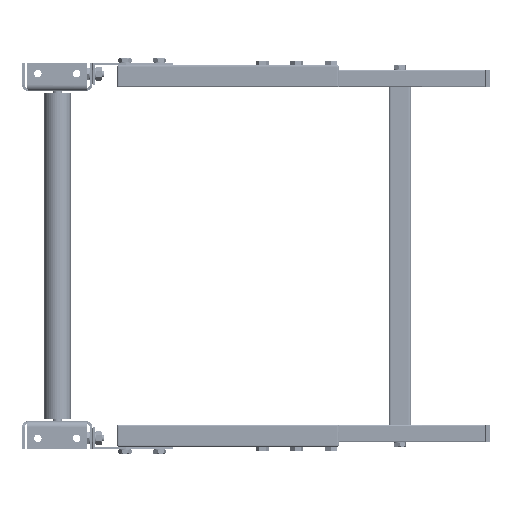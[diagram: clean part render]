
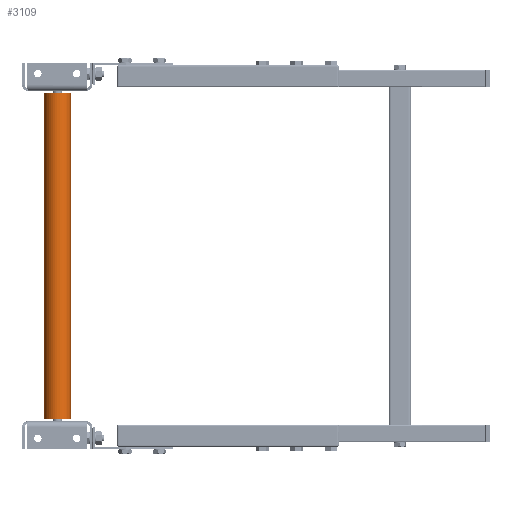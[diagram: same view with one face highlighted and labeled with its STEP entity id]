
A CAD part, left-side view. The second image highlights one B-rep face of the part: STEP entity #3109.
In plain terms, the highlighted cylindrical face has radius 24.13 mm (diameter 48.26 mm), a partial arc.
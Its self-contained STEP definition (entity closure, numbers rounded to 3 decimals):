
#1018 = DIRECTION ( 'NONE',  ( 0., 0., 1. ) ) ;
#2565 = EDGE_CURVE ( 'NONE', #11706, #5803, #9811, .T. ) ;
#2623 = ORIENTED_EDGE ( 'NONE', *, *, #4054, .F. ) ;
#3009 = CARTESIAN_POINT ( 'NONE',  ( 0., 24.13, -294.084 ) ) ;
#3109 = ADVANCED_FACE ( 'NONE', ( #5902 ), #10585, .T. ) ;
#4054 = EDGE_CURVE ( 'NONE', #16353, #11657, #14509, .T. ) ;
#5549 = CARTESIAN_POINT ( 'NONE',  ( 0., 24.13, 315.912 ) ) ;
#5803 = VERTEX_POINT ( 'NONE', #14470 ) ;
#5902 = FACE_OUTER_BOUND ( 'NONE', #8314, .T. ) ;
#7524 = VECTOR ( 'NONE', #1018, 1000. ) ;
#8186 = DIRECTION ( 'NONE',  ( 0., -1., 0. ) ) ;
#8314 = EDGE_LOOP ( 'NONE', ( #12958, #12479, #8878, #2623 ) ) ;
#8401 = DIRECTION ( 'NONE',  ( 0., 0., 1. ) ) ;
#8769 = AXIS2_PLACEMENT_3D ( 'NONE', #14582, #14683, #8186 ) ;
#8878 = ORIENTED_EDGE ( 'NONE', *, *, #17604, .T. ) ;
#9058 = CARTESIAN_POINT ( 'NONE',  ( 0., -24.13, 294.084 ) ) ;
#9725 = VECTOR ( 'NONE', #13901, 1000. ) ;
#9811 = CIRCLE ( 'NONE', #18424, 24.13 ) ;
#9917 = CARTESIAN_POINT ( 'NONE',  ( 0., 0., -294.084 ) ) ;
#10585 = CYLINDRICAL_SURFACE ( 'NONE', #14303, 24.13 ) ;
#11657 = VERTEX_POINT ( 'NONE', #9058 ) ;
#11706 = VERTEX_POINT ( 'NONE', #3009 ) ;
#11994 = CARTESIAN_POINT ( 'NONE',  ( 0., 0., 315.912 ) ) ;
#12211 = LINE ( 'NONE', #14813, #9725 ) ;
#12479 = ORIENTED_EDGE ( 'NONE', *, *, #2565, .T. ) ;
#12958 = ORIENTED_EDGE ( 'NONE', *, *, #17531, .F. ) ;
#13901 = DIRECTION ( 'NONE',  ( 0., 0., 1. ) ) ;
#14303 = AXIS2_PLACEMENT_3D ( 'NONE', #11994, #18165, #16663 ) ;
#14470 = CARTESIAN_POINT ( 'NONE',  ( 0., -24.13, -294.084 ) ) ;
#14509 = CIRCLE ( 'NONE', #8769, 24.13 ) ;
#14514 = DIRECTION ( 'NONE',  ( 0., -1., 0. ) ) ;
#14582 = CARTESIAN_POINT ( 'NONE',  ( 0., 0., 294.084 ) ) ;
#14683 = DIRECTION ( 'NONE',  ( 0., 0., 1. ) ) ;
#14813 = CARTESIAN_POINT ( 'NONE',  ( 0., -24.13, 315.912 ) ) ;
#16353 = VERTEX_POINT ( 'NONE', #17780 ) ;
#16663 = DIRECTION ( 'NONE',  ( 0., -1., 0. ) ) ;
#17531 = EDGE_CURVE ( 'NONE', #11706, #16353, #19206, .T. ) ;
#17604 = EDGE_CURVE ( 'NONE', #5803, #11657, #12211, .T. ) ;
#17780 = CARTESIAN_POINT ( 'NONE',  ( 0., 24.13, 294.084 ) ) ;
#18165 = DIRECTION ( 'NONE',  ( 0., 0., 1. ) ) ;
#18424 = AXIS2_PLACEMENT_3D ( 'NONE', #9917, #8401, #14514 ) ;
#19206 = LINE ( 'NONE', #5549, #7524 ) ;
